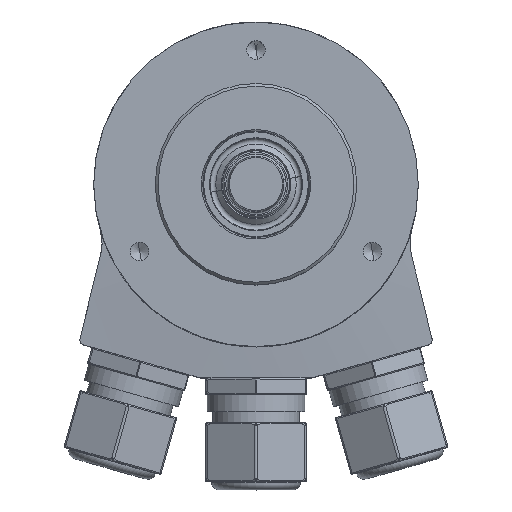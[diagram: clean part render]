
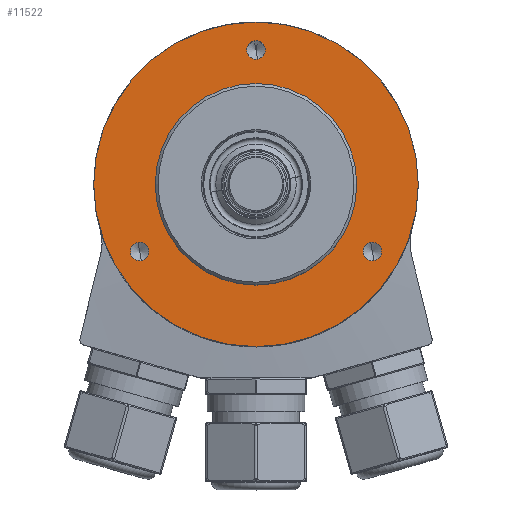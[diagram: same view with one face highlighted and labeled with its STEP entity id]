
A CAD part, top view. The second image highlights one B-rep face of the part: STEP entity #11522.
In plain terms, the highlighted planar face has unit normal (0, 0, 1).
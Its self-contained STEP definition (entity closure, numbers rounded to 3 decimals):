
#1421=CARTESIAN_POINT('',(0.,0.,20.5));
#1422=DIRECTION('',(0.,0.,1.));
#1423=DIRECTION('',(0.985,0.174,0.));
#1424=AXIS2_PLACEMENT_3D('',#1421,#1422,#1423);
#1457=CARTESIAN_POINT('',(0.,0.,20.5));
#1458=DIRECTION('',(0.,0.,1.));
#1459=DIRECTION('',(-0.985,-0.174,0.));
#1460=AXIS2_PLACEMENT_3D('',#1457,#1458,#1459);
#1462=CARTESIAN_POINT('',(0.,0.,20.5));
#1463=DIRECTION('',(0.,0.,-1.));
#1464=DIRECTION('',(-0.985,-0.174,0.));
#1465=AXIS2_PLACEMENT_3D('',#1462,#1463,#1464);
#1467=CARTESIAN_POINT('',(0.,24.,20.5));
#1468=DIRECTION('',(0.,0.,1.));
#1469=DIRECTION('',(0.174,-0.985,0.));
#1470=AXIS2_PLACEMENT_3D('',#1467,#1468,#1469);
#1472=CARTESIAN_POINT('',(0.,24.,20.5));
#1473=DIRECTION('',(0.,0.,1.));
#1474=DIRECTION('',(-0.174,0.985,0.));
#1475=AXIS2_PLACEMENT_3D('',#1472,#1473,#1474);
#1477=CARTESIAN_POINT('',(20.785,-12.,20.5));
#1478=DIRECTION('',(0.,0.,1.));
#1479=DIRECTION('',(0.174,-0.985,0.));
#1480=AXIS2_PLACEMENT_3D('',#1477,#1478,#1479);
#1482=CARTESIAN_POINT('',(20.785,-12.,20.5));
#1483=DIRECTION('',(0.,0.,1.));
#1484=DIRECTION('',(-0.174,0.985,0.));
#1485=AXIS2_PLACEMENT_3D('',#1482,#1483,#1484);
#1487=CARTESIAN_POINT('',(-20.785,-12.,20.5));
#1488=DIRECTION('',(0.,0.,1.));
#1489=DIRECTION('',(0.174,-0.985,0.));
#1490=AXIS2_PLACEMENT_3D('',#1487,#1488,#1489);
#1492=CARTESIAN_POINT('',(-20.785,-12.,20.5));
#1493=DIRECTION('',(0.,0.,1.));
#1494=DIRECTION('',(-0.174,0.985,0.));
#1495=AXIS2_PLACEMENT_3D('',#1492,#1493,#1494);
#1497=CARTESIAN_POINT('',(0.,0.,20.5));
#1498=DIRECTION('',(0.,0.,1.));
#1499=DIRECTION('',(-0.985,-0.174,0.));
#1500=AXIS2_PLACEMENT_3D('',#1497,#1498,#1499);
#7978=CARTESIAN_POINT('',(-17.727,-3.126,20.5));
#7979=CARTESIAN_POINT('',(17.727,3.126,20.5));
#7980=VERTEX_POINT('',#7978);
#7981=VERTEX_POINT('',#7979);
#7982=CARTESIAN_POINT('',(-28.559,-5.036,20.5));
#7983=CARTESIAN_POINT('',(28.559,5.036,20.5));
#7984=VERTEX_POINT('',#7982);
#7985=VERTEX_POINT('',#7983);
#7992=CARTESIAN_POINT('',(0.287,22.375,20.5));
#7993=VERTEX_POINT('',#7992);
#7994=CARTESIAN_POINT('',(-0.287,25.625,20.5));
#7995=VERTEX_POINT('',#7994);
#8002=CARTESIAN_POINT('',(21.071,-13.625,20.5));
#8003=VERTEX_POINT('',#8002);
#8004=CARTESIAN_POINT('',(20.498,-10.375,20.5));
#8005=VERTEX_POINT('',#8004);
#8012=CARTESIAN_POINT('',(-20.498,-13.625,20.5));
#8013=VERTEX_POINT('',#8012);
#8014=CARTESIAN_POINT('',(-21.071,-10.375,20.5));
#8015=VERTEX_POINT('',#8014);
#11488=CARTESIAN_POINT('',(0.,0.,20.5));
#11489=DIRECTION('',(0.,0.,1.));
#11490=DIRECTION('',(-0.985,-0.174,0.));
#11491=AXIS2_PLACEMENT_3D('',#11488,#11489,#11490);
#11492=PLANE('',#11491);
#11494=ORIENTED_EDGE('',*,*,#11493,.F.);
#11495=ORIENTED_EDGE('',*,*,#11473,.F.);
#11496=EDGE_LOOP('',(#11494,#11495));
#11497=FACE_OUTER_BOUND('',#11496,.F.);
#11499=ORIENTED_EDGE('',*,*,#11498,.T.);
#11501=ORIENTED_EDGE('',*,*,#11500,.F.);
#11502=EDGE_LOOP('',(#11499,#11501));
#11503=FACE_BOUND('',#11502,.F.);
#11505=ORIENTED_EDGE('',*,*,#11504,.T.);
#11507=ORIENTED_EDGE('',*,*,#11506,.T.);
#11508=EDGE_LOOP('',(#11505,#11507));
#11509=FACE_BOUND('',#11508,.F.);
#11511=ORIENTED_EDGE('',*,*,#11510,.T.);
#11513=ORIENTED_EDGE('',*,*,#11512,.T.);
#11514=EDGE_LOOP('',(#11511,#11513));
#11515=FACE_BOUND('',#11514,.F.);
#11517=ORIENTED_EDGE('',*,*,#11516,.T.);
#11519=ORIENTED_EDGE('',*,*,#11518,.T.);
#11520=EDGE_LOOP('',(#11517,#11519));
#11521=FACE_BOUND('',#11520,.F.);
#1425=CIRCLE('',#1424,29.);
#1461=CIRCLE('',#1460,18.);
#1466=CIRCLE('',#1465,18.);
#1471=CIRCLE('',#1470,1.65);
#1476=CIRCLE('',#1475,1.65);
#1481=CIRCLE('',#1480,1.65);
#1486=CIRCLE('',#1485,1.65);
#1491=CIRCLE('',#1490,1.65);
#1496=CIRCLE('',#1495,1.65);
#1501=CIRCLE('',#1500,29.);
#11473=EDGE_CURVE('',#7985,#7984,#1425,.T.);
#11493=EDGE_CURVE('',#7984,#7985,#1501,.T.);
#11498=EDGE_CURVE('',#7980,#7981,#1461,.T.);
#11500=EDGE_CURVE('',#7980,#7981,#1466,.T.);
#11504=EDGE_CURVE('',#7993,#7995,#1471,.T.);
#11506=EDGE_CURVE('',#7995,#7993,#1476,.T.);
#11510=EDGE_CURVE('',#8003,#8005,#1481,.T.);
#11512=EDGE_CURVE('',#8005,#8003,#1486,.T.);
#11516=EDGE_CURVE('',#8013,#8015,#1491,.T.);
#11518=EDGE_CURVE('',#8015,#8013,#1496,.T.);
#11522=ADVANCED_FACE('',(#11497,#11503,#11509,#11515,#11521),#11492,.T.);
